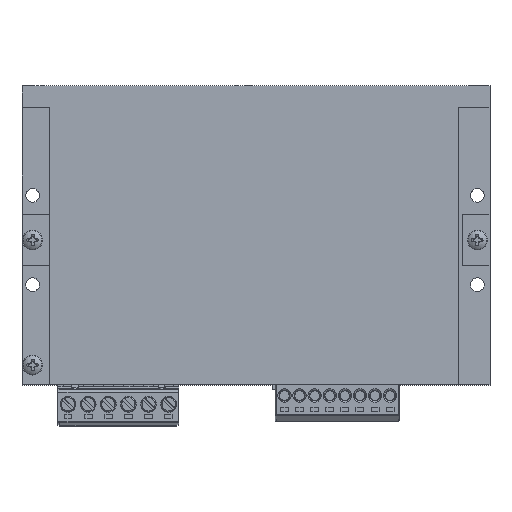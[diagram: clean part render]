
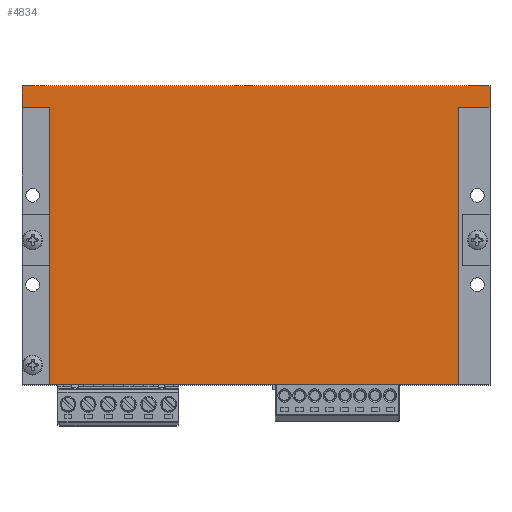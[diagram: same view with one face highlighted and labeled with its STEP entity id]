
A CAD part, top view. The second image highlights one B-rep face of the part: STEP entity #4834.
In plain terms, the highlighted planar face has unit normal (0, 0, 1).
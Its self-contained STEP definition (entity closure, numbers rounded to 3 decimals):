
#134 = ORIENTED_EDGE ( 'NONE', *, *, #5102, .T. ) ;
#581 = EDGE_CURVE ( 'NONE', #35740, #41591, #30342, .T. ) ;
#4834 = ADVANCED_FACE ( 'NONE', ( #19019 ), #62732, .T. ) ;
#5102 = EDGE_CURVE ( 'NONE', #7124, #35740, #23596, .T. ) ;
#5358 = ORIENTED_EDGE ( 'NONE', *, *, #43613, .F. ) ;
#6933 = VERTEX_POINT ( 'NONE', #61538 ) ;
#7124 = VERTEX_POINT ( 'NONE', #12154 ) ;
#8183 = DIRECTION ( 'NONE',  ( 0., -1., 0. ) ) ;
#8239 = DIRECTION ( 'NONE',  ( 0., 1., 0. ) ) ;
#8605 = DIRECTION ( 'NONE',  ( 1., 0., 0. ) ) ;
#9569 = ORIENTED_EDGE ( 'NONE', *, *, #29847, .T. ) ;
#10092 = EDGE_CURVE ( 'NONE', #6933, #7124, #10378, .T. ) ;
#10378 = LINE ( 'NONE', #62393, #61103 ) ;
#10507 = VECTOR ( 'NONE', #35222, 1000. ) ;
#11207 = VERTEX_POINT ( 'NONE', #33901 ) ;
#11701 = CARTESIAN_POINT ( 'NONE',  ( -59.055, 37.719, 33.02 ) ) ;
#12154 = CARTESIAN_POINT ( 'NONE',  ( 59.055, 37.719, 33.02 ) ) ;
#13374 = ORIENTED_EDGE ( 'NONE', *, *, #18228, .F. ) ;
#14868 = VERTEX_POINT ( 'NONE', #22811 ) ;
#15228 = DIRECTION ( 'NONE',  ( 1., 0., 0. ) ) ;
#16210 = DIRECTION ( 'NONE',  ( -1., 0., 0. ) ) ;
#16247 = EDGE_LOOP ( 'NONE', ( #36863, #5358, #48741, #134, #54244, #33322, #13374, #9569 ) ) ;
#17188 = VERTEX_POINT ( 'NONE', #34965 ) ;
#17240 = VECTOR ( 'NONE', #8183, 1000. ) ;
#18228 = EDGE_CURVE ( 'NONE', #11207, #14868, #42291, .T. ) ;
#18631 = DIRECTION ( 'NONE',  ( -1., 0., 0. ) ) ;
#19019 = FACE_OUTER_BOUND ( 'NONE', #16247, .T. ) ;
#19875 = DIRECTION ( 'NONE',  ( 0., -1., 0. ) ) ;
#22811 = CARTESIAN_POINT ( 'NONE',  ( -52.184, 32.322, 33.02 ) ) ;
#23052 = CARTESIAN_POINT ( 'NONE',  ( -59.055, 37.719, 33.02 ) ) ;
#23293 = VERTEX_POINT ( 'NONE', #39232 ) ;
#23596 = LINE ( 'NONE', #29835, #10507 ) ;
#24248 = VECTOR ( 'NONE', #15228, 1000. ) ;
#24392 = CARTESIAN_POINT ( 'NONE',  ( 51.168, 32.321, 33.02 ) ) ;
#24806 = AXIS2_PLACEMENT_3D ( 'NONE', #32479, #47309, #8605 ) ;
#25016 = VECTOR ( 'NONE', #16210, 1000. ) ;
#25644 = VECTOR ( 'NONE', #19875, 1000. ) ;
#26890 = VECTOR ( 'NONE', #40725, 1000. ) ;
#29835 = CARTESIAN_POINT ( 'NONE',  ( 59.055, 37.719, 33.02 ) ) ;
#29847 = EDGE_CURVE ( 'NONE', #11207, #17188, #34221, .T. ) ;
#30342 = LINE ( 'NONE', #23052, #17240 ) ;
#30497 = CARTESIAN_POINT ( 'NONE',  ( -59.055, -37.719, 33.02 ) ) ;
#32479 = CARTESIAN_POINT ( 'NONE',  ( 0., 0., 33.02 ) ) ;
#32854 = CARTESIAN_POINT ( 'NONE',  ( -52.184, 32.322, 33.02 ) ) ;
#33322 = ORIENTED_EDGE ( 'NONE', *, *, #49626, .F. ) ;
#33901 = CARTESIAN_POINT ( 'NONE',  ( -52.184, -37.719, 33.02 ) ) ;
#34221 = LINE ( 'NONE', #30497, #24248 ) ;
#34965 = CARTESIAN_POINT ( 'NONE',  ( 51.168, -37.719, 33.02 ) ) ;
#35222 = DIRECTION ( 'NONE',  ( -1., 0., 0. ) ) ;
#35740 = VERTEX_POINT ( 'NONE', #11701 ) ;
#36676 = VECTOR ( 'NONE', #18631, 1000. ) ;
#36863 = ORIENTED_EDGE ( 'NONE', *, *, #54363, .F. ) ;
#38723 = LINE ( 'NONE', #24392, #25644 ) ;
#39232 = CARTESIAN_POINT ( 'NONE',  ( 51.168, 32.321, 33.02 ) ) ;
#40725 = DIRECTION ( 'NONE',  ( 0., 1., 0. ) ) ;
#41591 = VERTEX_POINT ( 'NONE', #61634 ) ;
#42291 = LINE ( 'NONE', #55117, #26890 ) ;
#43613 = EDGE_CURVE ( 'NONE', #6933, #23293, #48068, .T. ) ;
#47309 = DIRECTION ( 'NONE',  ( 0., 0., 1. ) ) ;
#48068 = LINE ( 'NONE', #60050, #25016 ) ;
#48741 = ORIENTED_EDGE ( 'NONE', *, *, #10092, .T. ) ;
#49626 = EDGE_CURVE ( 'NONE', #14868, #41591, #49728, .T. ) ;
#49728 = LINE ( 'NONE', #32854, #36676 ) ;
#54244 = ORIENTED_EDGE ( 'NONE', *, *, #581, .T. ) ;
#54363 = EDGE_CURVE ( 'NONE', #23293, #17188, #38723, .T. ) ;
#55117 = CARTESIAN_POINT ( 'NONE',  ( -52.184, -37.719, 33.02 ) ) ;
#60050 = CARTESIAN_POINT ( 'NONE',  ( 59.055, 32.321, 33.02 ) ) ;
#61103 = VECTOR ( 'NONE', #8239, 1000. ) ;
#61538 = CARTESIAN_POINT ( 'NONE',  ( 59.055, 32.322, 33.02 ) ) ;
#61634 = CARTESIAN_POINT ( 'NONE',  ( -59.055, 32.321, 33.02 ) ) ;
#62393 = CARTESIAN_POINT ( 'NONE',  ( 59.055, -37.719, 33.02 ) ) ;
#62732 = PLANE ( 'NONE',  #24806 ) ;
